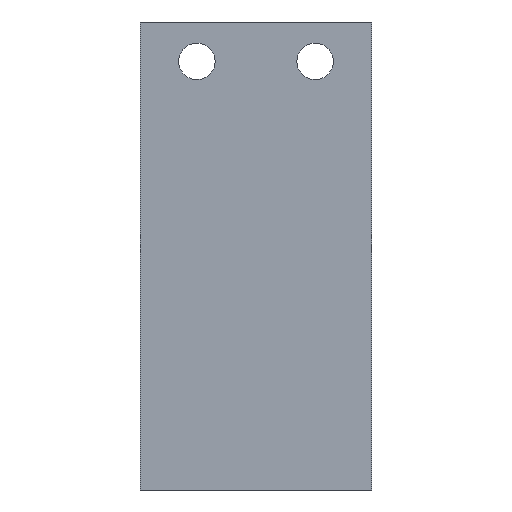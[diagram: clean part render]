
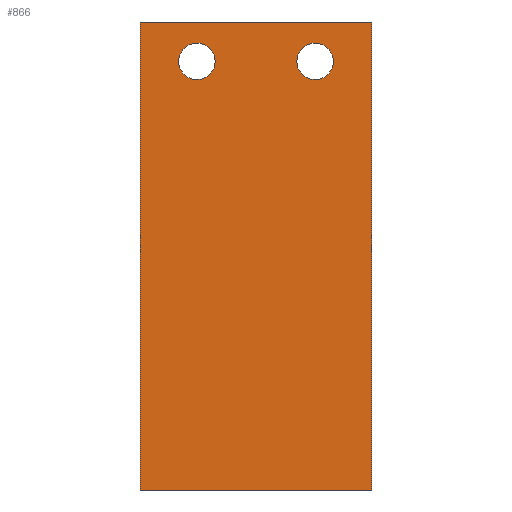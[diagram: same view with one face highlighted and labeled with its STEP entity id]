
A CAD part, left-side view. The second image highlights one B-rep face of the part: STEP entity #866.
In plain terms, the highlighted planar face has unit normal (-1, 0, 0).
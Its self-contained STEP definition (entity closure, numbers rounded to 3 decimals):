
#219=DIRECTION('',(0.,0.,1.));
#220=VECTOR('',#219,47.5);
#221=CARTESIAN_POINT('',(0.,-23.5,-47.5));
#222=LINE('',#221,#220);
#223=DIRECTION('',(0.,-1.,0.));
#224=VECTOR('',#223,23.5);
#225=CARTESIAN_POINT('',(0.,0.,-47.5));
#226=LINE('',#225,#224);
#227=DIRECTION('',(0.,0.,-1.));
#228=VECTOR('',#227,47.5);
#229=CARTESIAN_POINT('',(0.,0.,0.));
#230=LINE('',#229,#228);
#231=DIRECTION('',(0.,1.,0.));
#232=VECTOR('',#231,23.5);
#233=CARTESIAN_POINT('',(0.,-23.5,0.));
#234=LINE('',#233,#232);
#235=CARTESIAN_POINT('',(0.,-17.75,-4.));
#236=DIRECTION('',(-1.,0.,0.));
#237=DIRECTION('',(0.,0.,-1.));
#238=AXIS2_PLACEMENT_3D('',#235,#236,#237);
#240=CARTESIAN_POINT('',(0.,-17.75,-4.));
#241=DIRECTION('',(-1.,0.,0.));
#242=DIRECTION('',(0.,0.,1.));
#243=AXIS2_PLACEMENT_3D('',#240,#241,#242);
#245=CARTESIAN_POINT('',(0.,-5.75,-4.));
#246=DIRECTION('',(-1.,0.,0.));
#247=DIRECTION('',(0.,0.,-1.));
#248=AXIS2_PLACEMENT_3D('',#245,#246,#247);
#250=CARTESIAN_POINT('',(0.,-5.75,-4.));
#251=DIRECTION('',(-1.,0.,0.));
#252=DIRECTION('',(0.,0.,1.));
#253=AXIS2_PLACEMENT_3D('',#250,#251,#252);
#263=CARTESIAN_POINT('',(0.,-17.75,-5.85));
#265=VERTEX_POINT('',#263);
#267=CARTESIAN_POINT('',(0.,-17.75,-2.15));
#268=VERTEX_POINT('',#267);
#271=CARTESIAN_POINT('',(0.,-5.75,-5.85));
#273=VERTEX_POINT('',#271);
#275=CARTESIAN_POINT('',(0.,-5.75,-2.15));
#276=VERTEX_POINT('',#275);
#295=CARTESIAN_POINT('',(0.,0.,0.));
#297=VERTEX_POINT('',#295);
#299=CARTESIAN_POINT('',(0.,-23.5,0.));
#300=VERTEX_POINT('',#299);
#303=CARTESIAN_POINT('',(0.,-23.5,-47.5));
#304=VERTEX_POINT('',#303);
#307=CARTESIAN_POINT('',(0.,0.,-47.5));
#308=VERTEX_POINT('',#307);
#845=CARTESIAN_POINT('',(0.,-11.75,-23.75));
#846=DIRECTION('',(1.,0.,0.));
#847=DIRECTION('',(0.,0.,-1.));
#848=AXIS2_PLACEMENT_3D('',#845,#846,#847);
#849=PLANE('',#848);
#850=ORIENTED_EDGE('',*,*,#523,.F.);
#851=ORIENTED_EDGE('',*,*,#494,.F.);
#852=ORIENTED_EDGE('',*,*,#467,.F.);
#853=ORIENTED_EDGE('',*,*,#437,.F.);
#854=EDGE_LOOP('',(#850,#851,#852,#853));
#855=FACE_OUTER_BOUND('',#854,.F.);
#856=ORIENTED_EDGE('',*,*,#346,.T.);
#857=ORIENTED_EDGE('',*,*,#371,.T.);
#858=EDGE_LOOP('',(#856,#857));
#859=FACE_BOUND('',#858,.F.);
#861=ORIENTED_EDGE('',*,*,#860,.T.);
#863=ORIENTED_EDGE('',*,*,#862,.T.);
#864=EDGE_LOOP('',(#861,#863));
#865=FACE_BOUND('',#864,.F.);
#866=ADVANCED_FACE('',(#855,#859,#865),#849,.F.);
#239=CIRCLE('',#238,1.85);
#244=CIRCLE('',#243,1.85);
#249=CIRCLE('',#248,1.85);
#254=CIRCLE('',#253,1.85);
#346=EDGE_CURVE('',#265,#268,#239,.T.);
#371=EDGE_CURVE('',#268,#265,#244,.T.);
#437=EDGE_CURVE('',#300,#297,#234,.T.);
#467=EDGE_CURVE('',#297,#308,#230,.T.);
#494=EDGE_CURVE('',#308,#304,#226,.T.);
#523=EDGE_CURVE('',#304,#300,#222,.T.);
#860=EDGE_CURVE('',#273,#276,#249,.T.);
#862=EDGE_CURVE('',#276,#273,#254,.T.);
